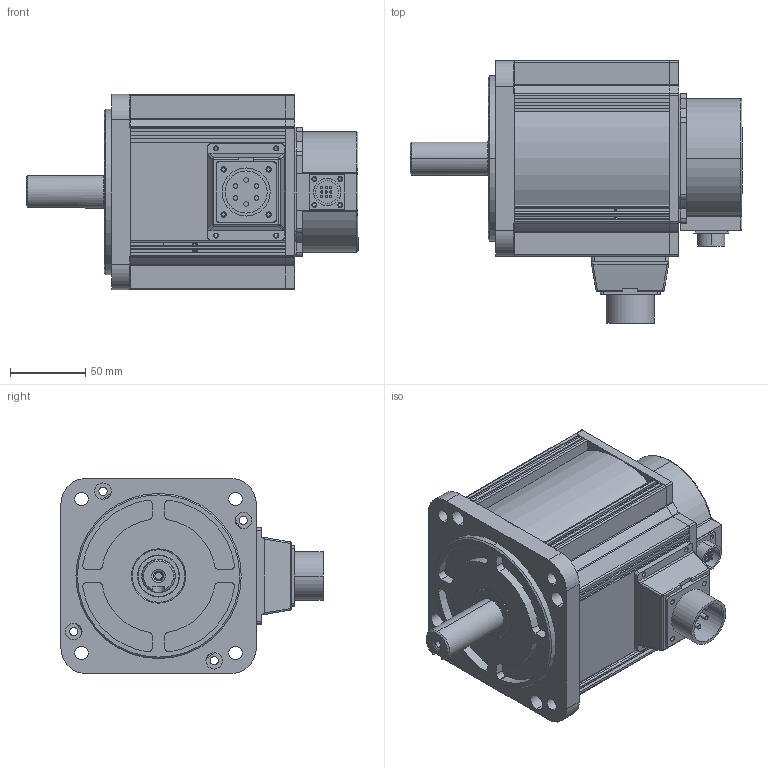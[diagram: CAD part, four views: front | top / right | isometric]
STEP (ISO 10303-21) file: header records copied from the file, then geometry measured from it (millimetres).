
FILE_DESCRIPTION (( 'STEP AP203' ), '1' );
FILE_NAME ('MS6H-130-07220-嫖晤蚾饜极.STEP', '2020-04-01T10:02:16', ( '' ), ( '' ), 'SwSTEP 2.0', 'SolidWorks 2016', '' );
FILE_SCHEMA (( 'CONFIG_CONTROL_DESIGN' ));
Length unit declared in the file: millimetre
Products named in the file (1): MS6H-130-07220-嫖晤蚾饜极
Bounding box: 221 x 174.5 x 130 mm (x, y, z)
Surface area: 181704.9 mm2 (no closed solid volume)
Topology: 0 solids, 137 shells, 1911 faces, 6626 edges, 4833 vertices
Faces by surface type: cylinder 1066, plane 819, cone 12, torus 9, sphere 4, bspline 1
Entity records: 72492 total; most frequent: CARTESIAN_POINT 14027, DIRECTION 13120, ORIENTED_EDGE 10401, EDGE_CURVE 6626, VERTEX_POINT 4833, AXIS2_PLACEMENT_3D 4602, LINE 3916, VECTOR 3916
